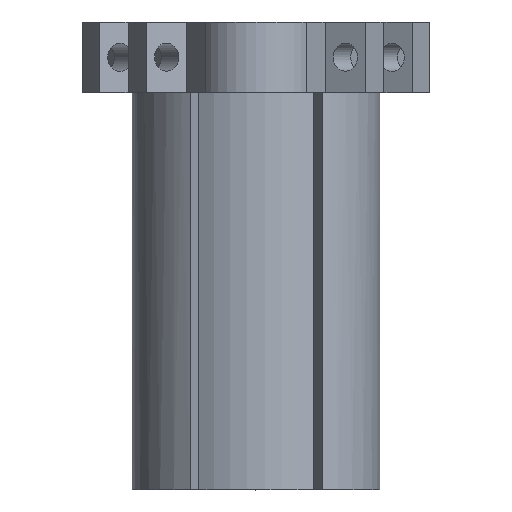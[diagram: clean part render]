
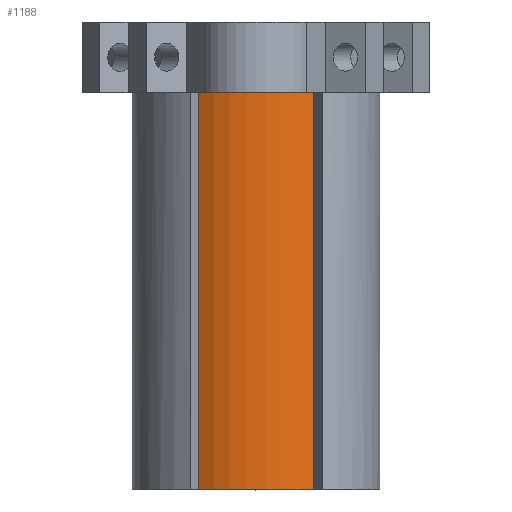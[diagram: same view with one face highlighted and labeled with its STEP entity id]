
A CAD part, top view. The second image highlights one B-rep face of the part: STEP entity #1188.
In plain terms, the highlighted cylindrical face has radius 9.1 mm (diameter 18.2 mm), a partial arc.
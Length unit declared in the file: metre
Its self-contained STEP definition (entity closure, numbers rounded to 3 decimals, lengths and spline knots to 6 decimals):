
#20=CYLINDRICAL_SURFACE('',#1273,0.0091);
#36=CIRCLE('',#1262,0.0091);
#44=CIRCLE('',#1274,0.0091);
#104=ORIENTED_EDGE('',*,*,#415,.F.);
#105=ORIENTED_EDGE('',*,*,#442,.F.);
#106=ORIENTED_EDGE('',*,*,#443,.T.);
#107=ORIENTED_EDGE('',*,*,#444,.T.);
#415=EDGE_CURVE('',#584,#586,#36,.T.);
#442=EDGE_CURVE('',#611,#584,#720,.T.);
#443=EDGE_CURVE('',#611,#612,#44,.F.);
#444=EDGE_CURVE('',#612,#586,#721,.T.);
#584=VERTEX_POINT('',#1704);
#586=VERTEX_POINT('',#1707);
#611=VERTEX_POINT('',#1761);
#612=VERTEX_POINT('',#1765);
#720=LINE('',#1762,#852);
#721=LINE('',#1766,#853);
#852=VECTOR('',#1409,1.);
#853=VECTOR('',#1414,1.);
#969=EDGE_LOOP('',(#104,#105,#106,#107));
#1055=FACE_BOUND('',#969,.T.);
#1188=ADVANCED_FACE('',(#1055),#20,.T.);
#1262=AXIS2_PLACEMENT_3D('',#1706,#1368,#1369);
#1273=AXIS2_PLACEMENT_3D('',#1763,#1410,#1411);
#1274=AXIS2_PLACEMENT_3D('',#1764,#1412,#1413);
#1368=DIRECTION('',(0.,-1.,0.));
#1369=DIRECTION('',(0.,0.,-1.));
#1409=DIRECTION('',(0.,-1.,0.));
#1410=DIRECTION('',(0.,-1.,0.));
#1411=DIRECTION('',(0.,0.,-1.));
#1412=DIRECTION('',(0.,1.,0.));
#1413=DIRECTION('',(0.,0.,1.));
#1414=DIRECTION('',(0.,-1.,0.));
#1704=CARTESIAN_POINT('',(0.004897,0.,0.00767));
#1706=CARTESIAN_POINT('',(0.,0.,0.));
#1707=CARTESIAN_POINT('',(-0.004887,0.,0.007676));
#1761=CARTESIAN_POINT('',(0.004897,0.034,0.00767));
#1762=CARTESIAN_POINT('',(0.004897,0.034,0.00767));
#1763=CARTESIAN_POINT('',(0.,0.034,0.));
#1764=CARTESIAN_POINT('',(0.,0.034,0.));
#1765=CARTESIAN_POINT('',(-0.004887,0.034,0.007676));
#1766=CARTESIAN_POINT('',(-0.004887,0.034,0.007676));
